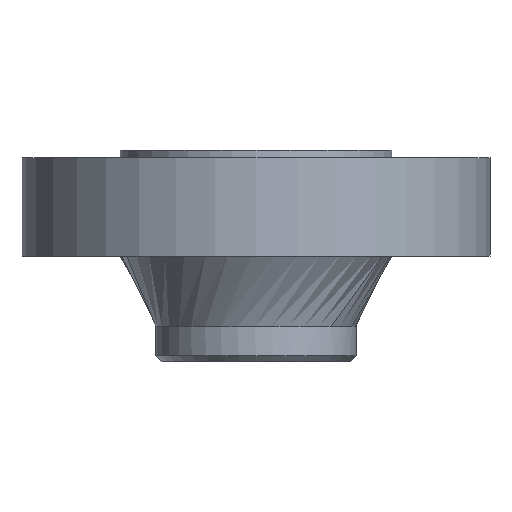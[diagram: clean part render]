
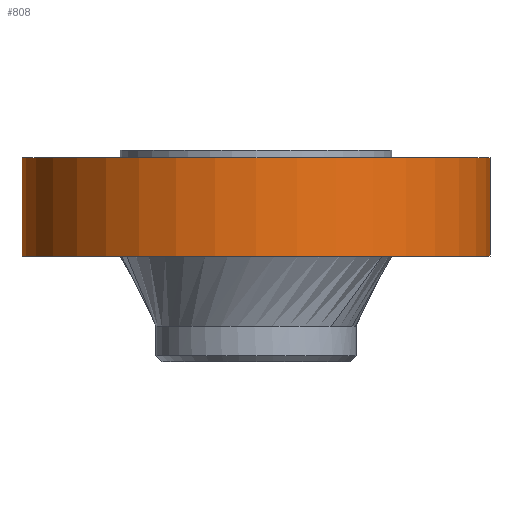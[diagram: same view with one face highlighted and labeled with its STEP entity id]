
A CAD part, front view. The second image highlights one B-rep face of the part: STEP entity #808.
In plain terms, the highlighted cylindrical face has radius 196.85 mm (diameter 393.7 mm), a partial arc.
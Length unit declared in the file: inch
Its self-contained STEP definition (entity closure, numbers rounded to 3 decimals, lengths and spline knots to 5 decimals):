
#119 = DIRECTION ( 'NONE',  ( 0., 0., 1. ) ) ;
#133 = VERTEX_POINT ( 'NONE', #654 ) ;
#154 = VECTOR ( 'NONE', #312, 39.37008 ) ;
#181 = CARTESIAN_POINT ( 'NONE',  ( 7.75, 0., -3.25 ) ) ;
#207 = EDGE_LOOP ( 'NONE', ( #540, #368, #301, #940 ) ) ;
#216 = CARTESIAN_POINT ( 'NONE',  ( 0., 0., -25.17031 ) ) ;
#251 = EDGE_CURVE ( 'NONE', #1000, #133, #419, .T. ) ;
#269 = DIRECTION ( 'NONE',  ( 0., 0., -1. ) ) ;
#301 = ORIENTED_EDGE ( 'NONE', *, *, #251, .T. ) ;
#312 = DIRECTION ( 'NONE',  ( 0., 0., 1. ) ) ;
#332 = DIRECTION ( 'NONE',  ( 0., 0., 1. ) ) ;
#368 = ORIENTED_EDGE ( 'NONE', *, *, #1070, .F. ) ;
#419 = LINE ( 'NONE', #1292, #154 ) ;
#423 = AXIS2_PLACEMENT_3D ( 'NONE', #216, #119, #433 ) ;
#428 = CARTESIAN_POINT ( 'NONE',  ( -7.75, 0., -3.25 ) ) ;
#433 = DIRECTION ( 'NONE',  ( 1., 0., 0. ) ) ;
#456 = VERTEX_POINT ( 'NONE', #1246 ) ;
#517 = VERTEX_POINT ( 'NONE', #428 ) ;
#524 = AXIS2_PLACEMENT_3D ( 'NONE', #989, #332, #913 ) ;
#540 = ORIENTED_EDGE ( 'NONE', *, *, #777, .F. ) ;
#552 = FACE_OUTER_BOUND ( 'NONE', #207, .T. ) ;
#640 = CARTESIAN_POINT ( 'NONE',  ( -7.75, 0., -25.17031 ) ) ;
#654 = CARTESIAN_POINT ( 'NONE',  ( 7.75, 0., 0. ) ) ;
#728 = CIRCLE ( 'NONE', #873, 7.75 ) ;
#777 = EDGE_CURVE ( 'NONE', #517, #456, #842, .T. ) ;
#808 = ADVANCED_FACE ( 'NONE', ( #552 ), #980, .T. ) ;
#834 = VECTOR ( 'NONE', #958, 39.37008 ) ;
#842 = LINE ( 'NONE', #640, #834 ) ;
#854 = EDGE_CURVE ( 'NONE', #456, #133, #1367, .T. ) ;
#873 = AXIS2_PLACEMENT_3D ( 'NONE', #883, #269, #935 ) ;
#883 = CARTESIAN_POINT ( 'NONE',  ( 0., 0., -3.25 ) ) ;
#913 = DIRECTION ( 'NONE',  ( 1., 0., 0. ) ) ;
#935 = DIRECTION ( 'NONE',  ( 1., 0., 0. ) ) ;
#940 = ORIENTED_EDGE ( 'NONE', *, *, #854, .F. ) ;
#958 = DIRECTION ( 'NONE',  ( 0., 0., 1. ) ) ;
#980 = CYLINDRICAL_SURFACE ( 'NONE', #423, 7.75 ) ;
#989 = CARTESIAN_POINT ( 'NONE',  ( 0., 0., 0. ) ) ;
#1000 = VERTEX_POINT ( 'NONE', #181 ) ;
#1070 = EDGE_CURVE ( 'NONE', #1000, #517, #728, .T. ) ;
#1246 = CARTESIAN_POINT ( 'NONE',  ( -7.75, 0., 0. ) ) ;
#1292 = CARTESIAN_POINT ( 'NONE',  ( 7.75, 0., -25.17031 ) ) ;
#1367 = CIRCLE ( 'NONE', #524, 7.75 ) ;
